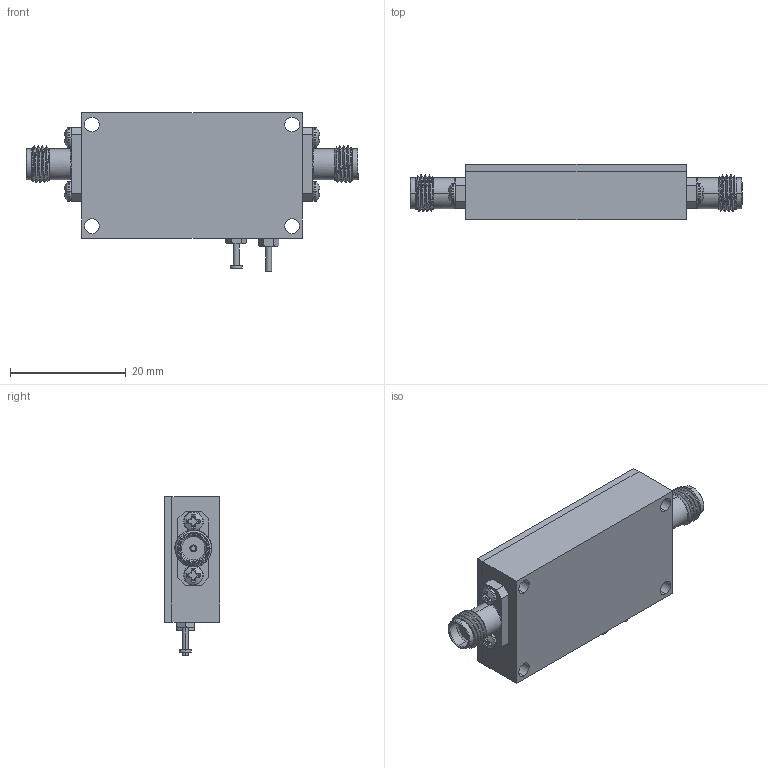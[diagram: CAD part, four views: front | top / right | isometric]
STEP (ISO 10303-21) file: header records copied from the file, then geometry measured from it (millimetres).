
FILE_DESCRIPTION (( 'STEP AP214' ), '1' );
FILE_NAME ('SLNA-060-40-09-SMA_3D.step', '2024-01-03T23:03:18', ( '' ), ( '' ), 'SwSTEP 2.0', 'SolidWorks 2022', '' );
FILE_SCHEMA (( 'AUTOMOTIVE_DESIGN' ));
Length unit declared in the file: inch
Products named in the file (1): SLNA-060-40-09-SMA_3D
Bounding box: 57.25 x 9.6 x 27.3 mm (x, y, z)
Volume: 8206.9 mm3; surface area: 4232.5 mm2
Topology: 1 solids, 15 shells, 1211 faces, 3252 edges, 2124 vertices
Faces by surface type: plane 567, cylinder 262, bspline 230, cone 152
Entity records: 60850 total; most frequent: CARTESIAN_POINT 33427, ORIENTED_EDGE 6464, DIRECTION 4540, EDGE_CURVE 3232, VERTEX_POINT 2124, LINE 1658, VECTOR 1658, AXIS2_PLACEMENT_3D 1441
